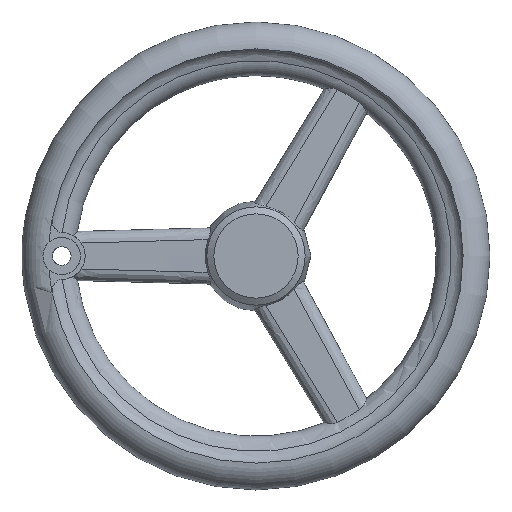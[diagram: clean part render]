
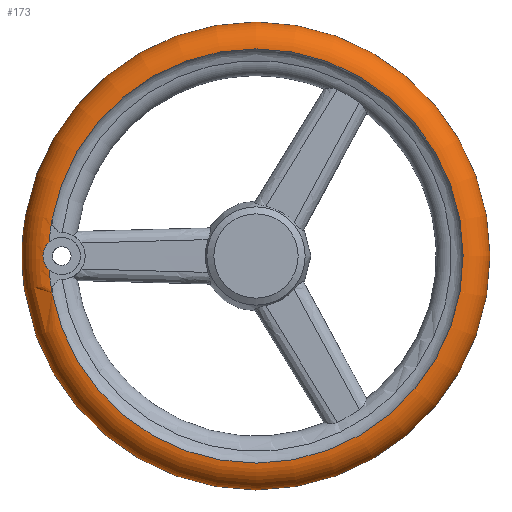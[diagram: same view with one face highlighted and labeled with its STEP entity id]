
A CAD part, left-side view. The second image highlights one B-rep face of the part: STEP entity #173.
In plain terms, the highlighted toroidal (fillet/blend) face has major radius 88.5 mm and minor radius 11.5 mm.
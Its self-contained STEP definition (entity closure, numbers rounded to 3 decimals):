
#135=TOROIDAL_SURFACE('',#953,88.5,11.5);
#141=FACE_BOUND('',#281,.T.);
#142=FACE_BOUND('',#282,.T.);
#173=ADVANCED_FACE('',(#141,#142),#135,.T.);
#281=EDGE_LOOP('',(#501,#502,#503,#504));
#282=EDGE_LOOP('',(#505));
#387=B_SPLINE_CURVE_WITH_KNOTS('',3,(#1595,#1596,#1597,#1598,#1599,#1600),
.UNSPECIFIED.,.F.,.F.,(4,2,4),(0.,0.5,1.),.UNSPECIFIED.);
#501=ORIENTED_EDGE('',*,*,#832,.F.);
#502=ORIENTED_EDGE('',*,*,#833,.F.);
#503=ORIENTED_EDGE('',*,*,#834,.F.);
#504=ORIENTED_EDGE('',*,*,#835,.F.);
#505=ORIENTED_EDGE('',*,*,#836,.T.);
#735=VERTEX_POINT('',#1601);
#736=VERTEX_POINT('',#1602);
#737=VERTEX_POINT('',#1604);
#738=VERTEX_POINT('',#1606);
#739=VERTEX_POINT('',#1609);
#832=EDGE_CURVE('',#735,#736,#387,.T.);
#833=EDGE_CURVE('',#737,#735,#899,.T.);
#834=EDGE_CURVE('',#738,#737,#900,.T.);
#835=EDGE_CURVE('',#736,#738,#901,.T.);
#836=EDGE_CURVE('',#739,#739,#902,.T.);
#899=CIRCLE('',#949,88.5);
#900=CIRCLE('',#950,88.5);
#901=CIRCLE('',#951,88.5);
#902=CIRCLE('',#952,88.5);
#949=AXIS2_PLACEMENT_3D('',#1603,#1054,#1055);
#950=AXIS2_PLACEMENT_3D('',#1605,#1056,#1057);
#951=AXIS2_PLACEMENT_3D('',#1607,#1058,#1059);
#952=AXIS2_PLACEMENT_3D('',#1608,#1060,#1061);
#953=AXIS2_PLACEMENT_3D('',#1610,#1062,#1063);
#1054=DIRECTION('',(-1.,0.,0.));
#1055=DIRECTION('',(0.,0.,1.));
#1056=DIRECTION('',(-1.,0.,0.));
#1057=DIRECTION('',(0.,0.,1.));
#1058=DIRECTION('',(-1.,0.,0.));
#1059=DIRECTION('',(0.,0.,1.));
#1060=DIRECTION('',(-1.,0.,0.));
#1061=DIRECTION('',(0.,0.,1.));
#1062=DIRECTION('',(-1.,0.,0.));
#1063=DIRECTION('',(0.,0.,1.));
#1595=CARTESIAN_POINT('',(229.737,265.796,16.33));
#1596=CARTESIAN_POINT('',(229.737,267.499,14.826));
#1597=CARTESIAN_POINT('',(230.012,268.499,12.594));
#1598=CARTESIAN_POINT('',(230.013,268.5,8.079));
#1599=CARTESIAN_POINT('',(229.737,267.485,5.83));
#1600=CARTESIAN_POINT('',(229.737,265.796,4.339));
#1601=CARTESIAN_POINT('',(229.737,265.796,16.33));
#1602=CARTESIAN_POINT('',(229.737,265.796,4.339));
#1603=CARTESIAN_POINT('',(229.737,177.5,10.334));
#1604=CARTESIAN_POINT('',(229.737,264.577,26.141));
#1605=CARTESIAN_POINT('',(229.737,177.5,10.334));
#1606=CARTESIAN_POINT('',(229.737,264.577,-5.473));
#1607=CARTESIAN_POINT('',(229.737,177.5,10.334));
#1608=CARTESIAN_POINT('',(252.737,177.5,10.334));
#1609=CARTESIAN_POINT('',(252.737,177.5,98.834));
#1610=CARTESIAN_POINT('',(241.237,177.5,10.334));
